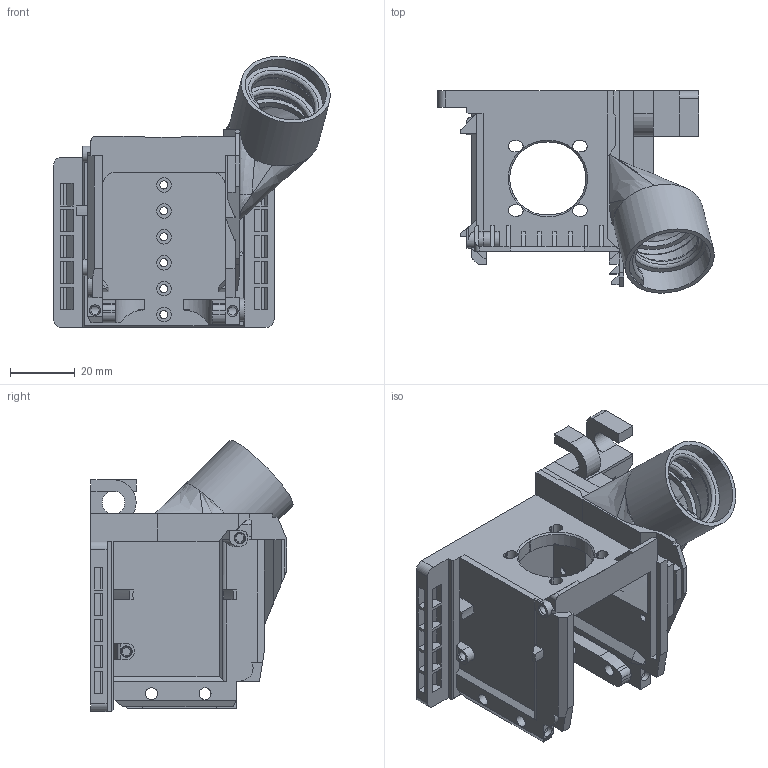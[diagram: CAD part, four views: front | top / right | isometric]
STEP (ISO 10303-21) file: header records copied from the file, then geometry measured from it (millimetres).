
FILE_DESCRIPTION(/* description */ ('','CAx-IF Rec.Pracs.---Representation and Presentation of Product Manufacturing Information (PMI)---4.0---2014-10-13'),/* implementation_level */ '2;1');
FILE_NAME(/* name */ 'MGN5C.step',/* time_stamp */ '2024-12-08T22:22:52+01:00',/* author */ (''),/* organization */ (''),/* preprocessor_version */ 'ST-DEVELOPER v20',/* originating_system */ 'Autodesk Translation Framework v13.20.0.188',/* authorisation */ '');
FILE_SCHEMA (('AP242_MANAGED_MODEL_BASED_3D_ENGINEERING_MIM_LF { 1 0 10303 442 1 1 4 }'));
Length unit declared in the file: millimetre
Products named in the file (1): Pellet Adapter von Marvin neu v57
Bounding box: 85.37 x 62.46 x 83.66 mm (x, y, z)
Volume: 54138.1 mm3; surface area: 35176.3 mm2
Topology: 1 solids, 6 shells, 561 faces, 1587 edges, 1037 vertices
Faces by surface type: plane 396, cylinder 104, cone 41, bspline 20
Full cylindrical faces by diameter (mm): 2.3 x2, 2.5 x8, 2.6 x2, 3.7 x4, 4.5 x6, 20.7 x1, 22 x1, 24.6 x1, 25 x1, 25.4 x2, 25.5 x2, 28 x1
Entity records: 21848 total; most frequent: CARTESIAN_POINT 7173, ORIENTED_EDGE 3174, DIRECTION 2878, EDGE_CURVE 1587, LINE 1132, VECTOR 1132, VERTEX_POINT 1037, AXIS2_PLACEMENT_3D 873
